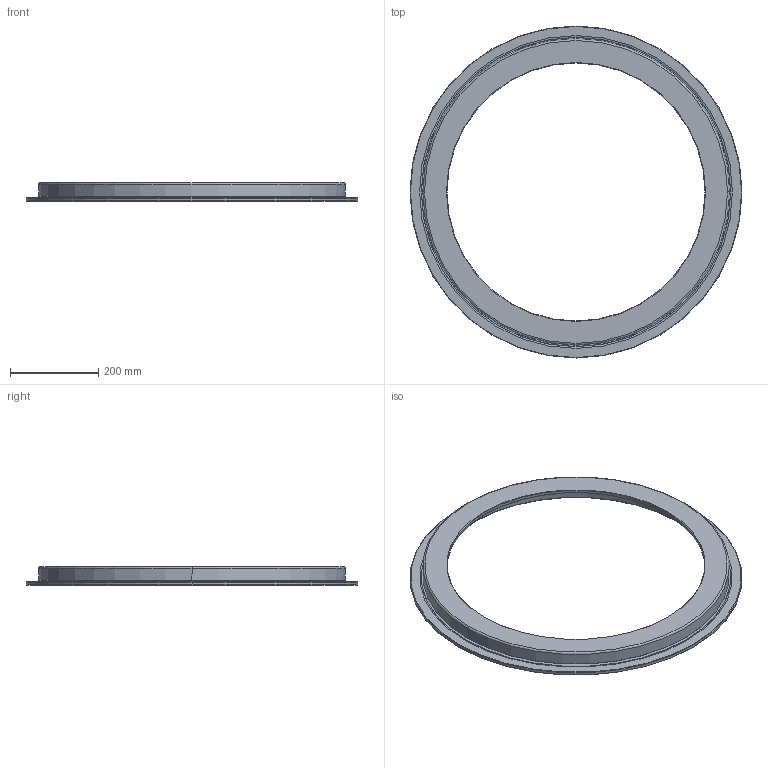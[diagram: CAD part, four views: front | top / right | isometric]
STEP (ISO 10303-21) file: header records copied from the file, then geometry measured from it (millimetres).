
FILE_DESCRIPTION (( 'STEP AP214' ), '1' );
FILE_NAME ('0014187_750L-360.STEP', '2016-04-20T07:41:29', ( '' ), ( '' ), 'SwSTEP 2.0', 'SolidWorks 2016', '' );
FILE_SCHEMA (( 'AUTOMOTIVE_DESIGN' ));
Length unit declared in the file: millimetre
Products named in the file (1): 0014187_750L-360
Bounding box: 754 x 754 x 42 mm (x, y, z)
Volume: 3040693 mm3; surface area: 696901.7 mm2
Topology: 2 solids, 2 shells, 48 faces, 96 edges, 56 vertices
Faces by surface type: cone 20, torus 12, cylinder 8, plane 8
Entity records: 1307 total; most frequent: DIRECTION 262, CARTESIAN_POINT 201, ORIENTED_EDGE 192, AXIS2_PLACEMENT_3D 117, EDGE_CURVE 96, CIRCLE 68, EDGE_LOOP 56, VERTEX_POINT 56
